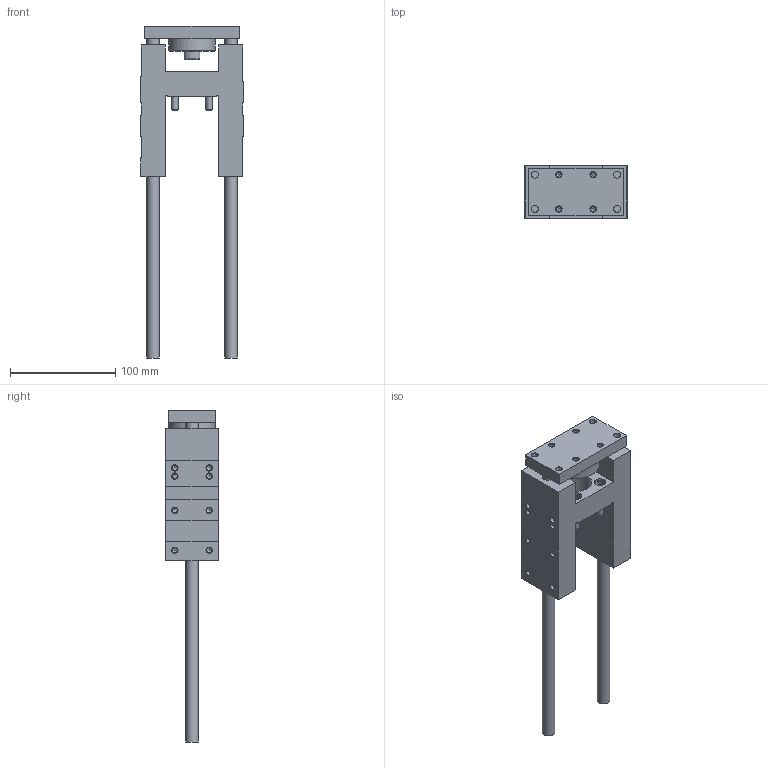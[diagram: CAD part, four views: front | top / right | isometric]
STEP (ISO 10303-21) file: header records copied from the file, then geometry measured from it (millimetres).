
FILE_DESCRIPTION(/* description */ ('STEP AP214'),/* implementation_level */ '2;1');
FILE_NAME(/* name */ '34495_FENG-32-160-KF',/* time_stamp */ '2024-08-27T20:33:05+02:00',/* author */ ('License CC BY-ND 4.0'),/* organization */ ('CADENAS'),/* preprocessor_version */ 'ST-DEVELOPER v19.3',/* originating_system */ 'PARTsolutions',/* authorisation */ ' ');
FILE_SCHEMA (('AP203_CONFIGURATION_CONTROLLED_3D_DESIGN_OF_MECHANICAL_PARTS_AND_ASSEMBLIES_MIM_LF { 1 0 10303 203 3 1 4 }','AUTOMOTIVE_DESIGN {1 0 10303 214 3 1 1}'));
Length unit declared in the file: millimetre
Products named in the file (4): 34495 FENG-32-160-KF---(asm_0); 34495 FENG-32-KF---(GK); 34495 FENG-32-160-KF---(JS); DIN-912 - M6x30(F)
Assembly tree (6 placements, depth 2):
  34495 FENG-32-160-KF---(asm_0)
    34495 FENG-32-KF---(GK)
    34495 FENG-32-160-KF---(JS)
    DIN-912 - M6x30(F)  x4
Bounding box: 97 x 50 x 315 mm (x, y, z)
Volume: 430127.2 mm3; surface area: 104420.1 mm2
Topology: 6 solids, 6 shells, 264 faces, 592 edges, 353 vertices
Faces by surface type: plane 117, cone 92, cylinder 55
Full cylindrical faces by diameter (mm): 4.917 x20, 6 x4, 6.6 x8, 8.647 x1, 10 x4, 11 x8, 12 x4, 30 x1, 44 x1
Entity records: 4753 total; most frequent: DIRECTION 832, CARTESIAN_POINT 816, ORIENTED_EDGE 622, AXIS2_PLACEMENT_3D 352, FACE_BOUND 329, EDGE_LOOP 316, EDGE_CURVE 311, VERTEX_POINT 248
